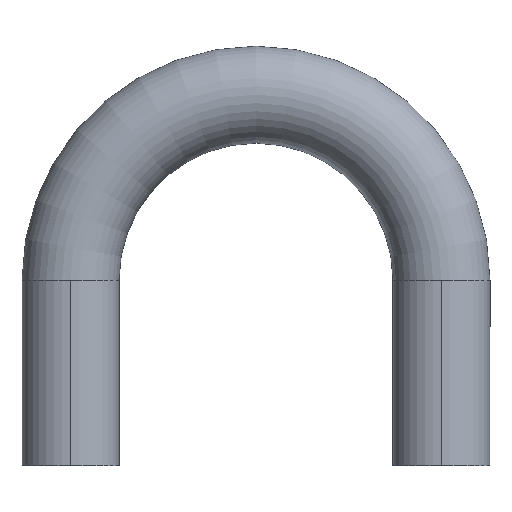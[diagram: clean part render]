
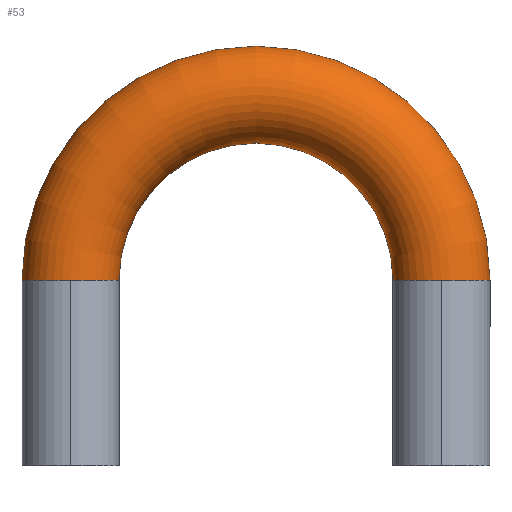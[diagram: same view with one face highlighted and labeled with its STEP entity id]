
A CAD part, top view. The second image highlights one B-rep face of the part: STEP entity #53.
In plain terms, the highlighted toroidal (fillet/blend) face has major radius 100 mm and minor radius 26.15 mm.
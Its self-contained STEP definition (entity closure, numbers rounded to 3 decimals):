
#4 = EDGE_CURVE ( 'NONE', #117, #254, #391, .T. ) ;
#11 = AXIS2_PLACEMENT_3D ( 'NONE', #174, #136, #132 ) ;
#15 = CARTESIAN_POINT ( 'NONE',  ( -15., 100., 0. ) ) ;
#17 = CARTESIAN_POINT ( 'NONE',  ( 85., 100., 0. ) ) ;
#20 = CARTESIAN_POINT ( 'NONE',  ( 185., 100., 0. ) ) ;
#33 = CARTESIAN_POINT ( 'NONE',  ( 185., 100., 26.15 ) ) ;
#34 = EDGE_CURVE ( 'NONE', #254, #160, #305, .T. ) ;
#43 = ORIENTED_EDGE ( 'NONE', *, *, #363, .T. ) ;
#53 = ADVANCED_FACE ( 'NONE', ( #266 ), #283, .T. ) ;
#55 = CARTESIAN_POINT ( 'NONE',  ( 11.15, 100., 0. ) ) ;
#57 = DIRECTION ( 'NONE',  ( 0., 0., 1. ) ) ;
#63 = AXIS2_PLACEMENT_3D ( 'NONE', #20, #388, #133 ) ;
#64 = CARTESIAN_POINT ( 'NONE',  ( -41.15, 100., 0. ) ) ;
#70 = EDGE_CURVE ( 'NONE', #216, #122, #494, .T. ) ;
#96 = DIRECTION ( 'NONE',  ( 0., -1., 0. ) ) ;
#105 = EDGE_CURVE ( 'NONE', #160, #122, #176, .T. ) ;
#117 = VERTEX_POINT ( 'NONE', #55 ) ;
#122 = VERTEX_POINT ( 'NONE', #308 ) ;
#132 = DIRECTION ( 'NONE',  ( 0., 0., 1. ) ) ;
#133 = DIRECTION ( 'NONE',  ( -1., 0., 0. ) ) ;
#136 = DIRECTION ( 'NONE',  ( 0., -1., 0. ) ) ;
#160 = VERTEX_POINT ( 'NONE', #64 ) ;
#162 = CARTESIAN_POINT ( 'NONE',  ( 185., 100., 0. ) ) ;
#174 = CARTESIAN_POINT ( 'NONE',  ( -15., 100., 0. ) ) ;
#175 = DIRECTION ( 'NONE',  ( 0., 0., -1. ) ) ;
#176 = CIRCLE ( 'NONE', #442, 126.15 ) ;
#188 = DIRECTION ( 'NONE',  ( 0., 0., -1. ) ) ;
#191 = CARTESIAN_POINT ( 'NONE',  ( 85., 100., 0. ) ) ;
#195 = AXIS2_PLACEMENT_3D ( 'NONE', #191, #188, #392 ) ;
#215 = CARTESIAN_POINT ( 'NONE',  ( 158.85, 100., 0. ) ) ;
#216 = VERTEX_POINT ( 'NONE', #33 ) ;
#220 = CARTESIAN_POINT ( 'NONE',  ( 85., 100., 0. ) ) ;
#225 = EDGE_CURVE ( 'NONE', #117, #280, #433, .T. ) ;
#233 = ORIENTED_EDGE ( 'NONE', *, *, #70, .T. ) ;
#236 = ORIENTED_EDGE ( 'NONE', *, *, #105, .F. ) ;
#252 = DIRECTION ( 'NONE',  ( 0., 1., 0. ) ) ;
#254 = VERTEX_POINT ( 'NONE', #523 ) ;
#266 = FACE_OUTER_BOUND ( 'NONE', #459, .T. ) ;
#280 = VERTEX_POINT ( 'NONE', #215 ) ;
#283 = TOROIDAL_SURFACE ( 'NONE', #347, 100., 26.15 ) ;
#300 = DIRECTION ( 'NONE',  ( -1., 0., 0. ) ) ;
#305 = CIRCLE ( 'NONE', #381, 26.15 ) ;
#308 = CARTESIAN_POINT ( 'NONE',  ( 211.15, 100., 0. ) ) ;
#339 = ORIENTED_EDGE ( 'NONE', *, *, #225, .T. ) ;
#341 = AXIS2_PLACEMENT_3D ( 'NONE', #162, #252, #417 ) ;
#342 = ORIENTED_EDGE ( 'NONE', *, *, #4, .F. ) ;
#347 = AXIS2_PLACEMENT_3D ( 'NONE', #220, #427, #516 ) ;
#363 = EDGE_CURVE ( 'NONE', #280, #216, #429, .T. ) ;
#381 = AXIS2_PLACEMENT_3D ( 'NONE', #15, #96, #57 ) ;
#388 = DIRECTION ( 'NONE',  ( 0., 1., 0. ) ) ;
#391 = CIRCLE ( 'NONE', #11, 26.15 ) ;
#392 = DIRECTION ( 'NONE',  ( -1., 0., 0. ) ) ;
#417 = DIRECTION ( 'NONE',  ( -1., 0., 0. ) ) ;
#427 = DIRECTION ( 'NONE',  ( 0., 0., -1. ) ) ;
#429 = CIRCLE ( 'NONE', #341, 26.15 ) ;
#433 = CIRCLE ( 'NONE', #195, 73.85 ) ;
#442 = AXIS2_PLACEMENT_3D ( 'NONE', #17, #175, #300 ) ;
#453 = ORIENTED_EDGE ( 'NONE', *, *, #34, .F. ) ;
#459 = EDGE_LOOP ( 'NONE', ( #236, #453, #342, #339, #43, #233 ) ) ;
#494 = CIRCLE ( 'NONE', #63, 26.15 ) ;
#516 = DIRECTION ( 'NONE',  ( -1., 0., 0. ) ) ;
#523 = CARTESIAN_POINT ( 'NONE',  ( -15., 100., 26.15 ) ) ;
